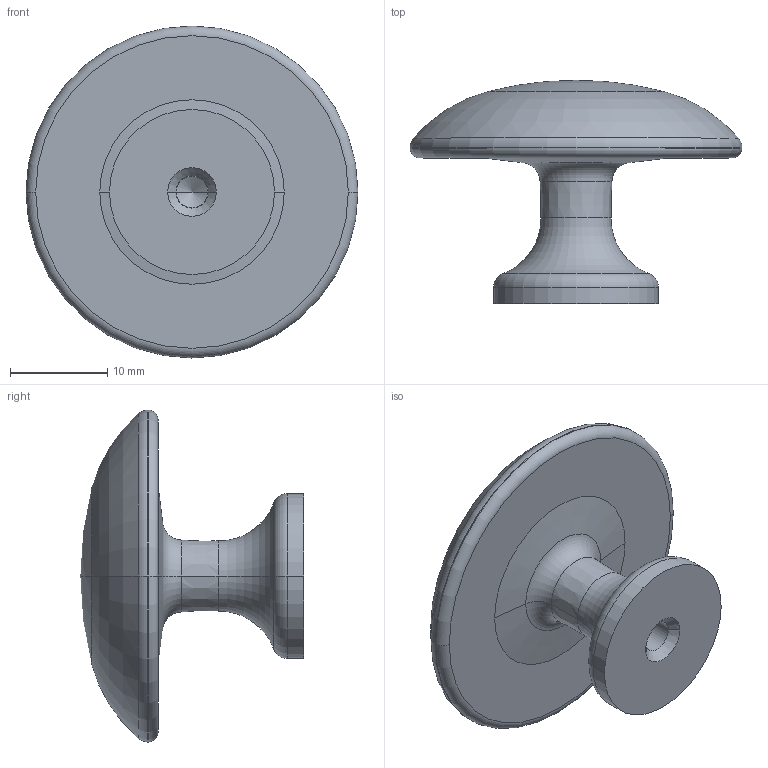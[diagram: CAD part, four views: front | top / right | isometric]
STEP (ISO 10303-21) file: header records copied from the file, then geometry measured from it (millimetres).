
FILE_DESCRIPTION(('Creo Elements/Direct Modeling STEP Export'),'2;1');
FILE_NAME('490-35.stp','2020-05-12T 8:26:37',(''),(''),'Creo Elements/Direct Modeling STEP processor for AP214 (Solid Model)','Creo Elements/Direct Modeling 20.0 12-Nov-2016 (C) Parametric Technology GmbH','');
FILE_SCHEMA(('AUTOMOTIVE_DESIGN { 1 0 10303 214 1 1 1 1 }'));
Length unit declared in the file: millimetre
Products named in the file (1): ZN-10021
Bounding box: 34.2 x 23 x 34.2 mm (x, y, z)
Volume: 6271.3 mm3; surface area: 2934.8 mm2
Topology: 1 solids, 1 shells, 33 faces, 68 edges, 36 vertices
Faces by surface type: torus 12, cylinder 8, cone 8, plane 3, sphere 2
Entity records: 794 total; most frequent: DIRECTION 144, ORIENTED_EDGE 128, CARTESIAN_POINT 116, AXIS2_PLACEMENT_3D 64, EDGE_CURVE 64, VERTEX_POINT 36, EDGE_LOOP 36, FACE_OUTER_BOUND 33
